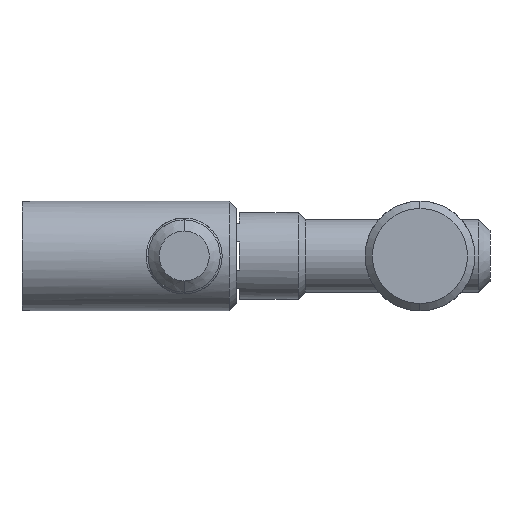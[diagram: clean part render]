
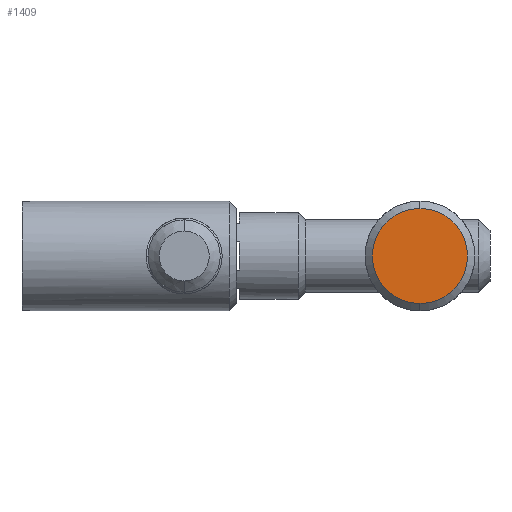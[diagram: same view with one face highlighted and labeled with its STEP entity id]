
A CAD part, left-side view. The second image highlights one B-rep face of the part: STEP entity #1409.
In plain terms, the highlighted face is planar.
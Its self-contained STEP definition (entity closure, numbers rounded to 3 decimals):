
#89 = EDGE_CURVE ( 'NONE', #1630, #3287, #2973, .T. ) ;
#296 = DIRECTION ( 'NONE',  ( 0., 0., 1. ) ) ;
#535 = CIRCLE ( 'NONE', #2598, 6.45 ) ;
#651 = EDGE_LOOP ( 'NONE', ( #1175, #2032 ) ) ;
#670 = FACE_OUTER_BOUND ( 'NONE', #651, .T. ) ;
#1175 = ORIENTED_EDGE ( 'NONE', *, *, #89, .T. ) ;
#1347 = DIRECTION ( 'NONE',  ( 0., 0., 1. ) ) ;
#1409 = ADVANCED_FACE ( 'NONE', ( #670 ), #2771, .T. ) ;
#1630 = VERTEX_POINT ( 'NONE', #2192 ) ;
#1652 = DIRECTION ( 'NONE',  ( 0., 1., 0. ) ) ;
#1831 = DIRECTION ( 'NONE',  ( 0., 1., 0. ) ) ;
#1935 = EDGE_CURVE ( 'NONE', #3287, #1630, #535, .T. ) ;
#2032 = ORIENTED_EDGE ( 'NONE', *, *, #1935, .T. ) ;
#2192 = CARTESIAN_POINT ( 'NONE',  ( 0., 29.1, -6.45 ) ) ;
#2448 = AXIS2_PLACEMENT_3D ( 'NONE', #3424, #1831, #1347 ) ;
#2598 = AXIS2_PLACEMENT_3D ( 'NONE', #3165, #3427, #2651 ) ;
#2651 = DIRECTION ( 'NONE',  ( 0., 0., 1. ) ) ;
#2771 = PLANE ( 'NONE',  #3006 ) ;
#2973 = CIRCLE ( 'NONE', #2448, 6.45 ) ;
#3006 = AXIS2_PLACEMENT_3D ( 'NONE', #3302, #1652, #296 ) ;
#3165 = CARTESIAN_POINT ( 'NONE',  ( 0., 29.1, 0. ) ) ;
#3287 = VERTEX_POINT ( 'NONE', #3478 ) ;
#3302 = CARTESIAN_POINT ( 'NONE',  ( 0., 29.1, 0. ) ) ;
#3424 = CARTESIAN_POINT ( 'NONE',  ( 0., 29.1, 0. ) ) ;
#3427 = DIRECTION ( 'NONE',  ( 0., 1., 0. ) ) ;
#3478 = CARTESIAN_POINT ( 'NONE',  ( 0., 29.1, 6.45 ) ) ;
